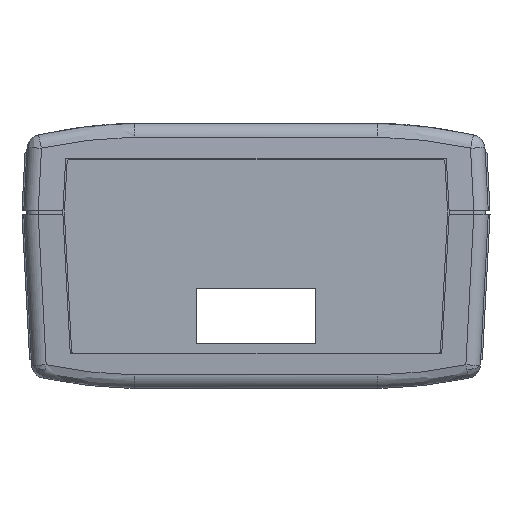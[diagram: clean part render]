
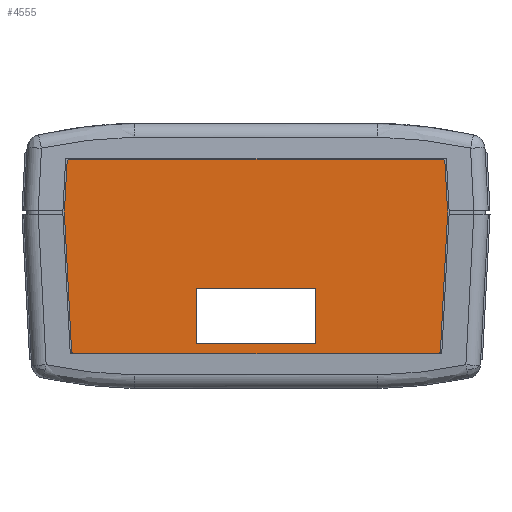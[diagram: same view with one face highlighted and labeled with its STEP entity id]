
A CAD part, left-side view. The second image highlights one B-rep face of the part: STEP entity #4555.
In plain terms, the highlighted face is planar.
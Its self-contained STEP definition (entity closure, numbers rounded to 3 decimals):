
#1845 = VERTEX_POINT ( 'NONE', #8098 ) ;
#1848 = VERTEX_POINT ( 'NONE', #8094 ) ;
#1853 = VERTEX_POINT ( 'NONE', #8089 ) ;
#1863 = VERTEX_POINT ( 'NONE', #8077 ) ;
#1865 = VERTEX_POINT ( 'NONE', #8075 ) ;
#1871 = VERTEX_POINT ( 'NONE', #8068 ) ;
#1873 = VERTEX_POINT ( 'NONE', #8066 ) ;
#1877 = VERTEX_POINT ( 'NONE', #8062 ) ;
#1878 = VERTEX_POINT ( 'NONE', #8061 ) ;
#1884 = VERTEX_POINT ( 'NONE', #8054 ) ;
#1899 = VERTEX_POINT ( 'NONE', #8033 ) ;
#1903 = VERTEX_POINT ( 'NONE', #8029 ) ;
#1911 = VERTEX_POINT ( 'NONE', #8020 ) ;
#1917 = VERTEX_POINT ( 'NONE', #8014 ) ;
#4555 = ADVANCED_FACE ( 'NONE', ( #35494, #35467 ), #40129, .T. ) ;
#8014 = CARTESIAN_POINT ( 'NONE',  ( 2349.281, 1679.258, -21.037 ) ) ;
#8020 = CARTESIAN_POINT ( 'NONE',  ( 2327.541, 1679.258, 10.663 ) ) ;
#8029 = CARTESIAN_POINT ( 'NONE',  ( 2390.836, 1679.258, -22.837 ) ) ;
#8033 = CARTESIAN_POINT ( 'NONE',  ( 2328.327, 1679.258, -22.837 ) ) ;
#8054 = CARTESIAN_POINT ( 'NONE',  ( 2326.581, 1679.258, 1.413 ) ) ;
#8061 = CARTESIAN_POINT ( 'NONE',  ( 2392.581, 1679.258, 1.413 ) ) ;
#8062 = CARTESIAN_POINT ( 'NONE',  ( 2391.622, 1679.258, 10.663 ) ) ;
#8066 = CARTESIAN_POINT ( 'NONE',  ( 2391.335, 1679.258, -22.363 ) ) ;
#8068 = CARTESIAN_POINT ( 'NONE',  ( 2327.827, 1679.258, -22.363 ) ) ;
#8075 = CARTESIAN_POINT ( 'NONE',  ( 2369.881, 1679.258, -21.037 ) ) ;
#8077 = CARTESIAN_POINT ( 'NONE',  ( 2369.881, 1679.258, -11.537 ) ) ;
#8089 = CARTESIAN_POINT ( 'NONE',  ( 2327.041, 1679.258, 10.189 ) ) ;
#8094 = CARTESIAN_POINT ( 'NONE',  ( 2392.121, 1679.258, 10.189 ) ) ;
#8098 = CARTESIAN_POINT ( 'NONE',  ( 2349.281, 1679.258, -11.537 ) ) ;
#19853 = DIRECTION ( 'NONE',  ( 0.052, 0., 0.999 ) ) ;
#19856 = CARTESIAN_POINT ( 'NONE',  ( 2326.581, 1679.258, 1.413 ) ) ;
#19888 = DIRECTION ( 'NONE',  ( -1., 0., 0. ) ) ;
#19889 = CARTESIAN_POINT ( 'NONE',  ( 2390.836, 1679.258, -22.837 ) ) ;
#20039 = DIRECTION ( 'NONE',  ( 0., 0., -1. ) ) ;
#20040 = DIRECTION ( 'NONE',  ( 0., -1., 0. ) ) ;
#20041 = CARTESIAN_POINT ( 'NONE',  ( 2390.836, 1679.258, -22.337 ) ) ;
#22292 = CIRCLE ( 'NONE', #23127, 0.5 ) ;
#22429 = LINE ( 'NONE', #19889, #22431 ) ;
#22431 = VECTOR ( 'NONE', #19888, 1000. ) ;
#22474 = LINE ( 'NONE', #19856, #22490 ) ;
#22490 = VECTOR ( 'NONE', #19853, 1000. ) ;
#23127 = AXIS2_PLACEMENT_3D ( 'NONE', #20041, #20040, #20039 ) ;
#23251 = AXIS2_PLACEMENT_3D ( 'NONE', #27163, #27024, #26876 ) ;
#23253 = AXIS2_PLACEMENT_3D ( 'NONE', #26759, #26766, #26767 ) ;
#23259 = AXIS2_PLACEMENT_3D ( 'NONE', #26073, #26075, #26077 ) ;
#26032 = CARTESIAN_POINT ( 'NONE',  ( 2349.281, 1679.258, -5.952 ) ) ;
#26073 = CARTESIAN_POINT ( 'NONE',  ( 2327.541, 1679.258, 10.163 ) ) ;
#26075 = DIRECTION ( 'NONE',  ( 0., 1., 0. ) ) ;
#26077 = DIRECTION ( 'NONE',  ( 0., 0., -1. ) ) ;
#26755 = CARTESIAN_POINT ( 'NONE',  ( 2369.881, 1679.258, -5.952 ) ) ;
#26756 = DIRECTION ( 'NONE',  ( 0., 0., 1. ) ) ;
#26759 = CARTESIAN_POINT ( 'NONE',  ( 2391.622, 1679.258, 10.163 ) ) ;
#26766 = DIRECTION ( 'NONE',  ( 0., -1., 0. ) ) ;
#26767 = DIRECTION ( 'NONE',  ( 0., 0., -1. ) ) ;
#26801 = DIRECTION ( 'NONE',  ( 1., 0., 0. ) ) ;
#26807 = CARTESIAN_POINT ( 'NONE',  ( 2359.581, 1679.258, -21.037 ) ) ;
#26876 = DIRECTION ( 'NONE',  ( 0., 0., -1. ) ) ;
#26882 = DIRECTION ( 'NONE',  ( -1., 0., 0. ) ) ;
#26934 = CARTESIAN_POINT ( 'NONE',  ( 2327.827, 1679.258, -22.363 ) ) ;
#26958 = CARTESIAN_POINT ( 'NONE',  ( 2359.581, 1679.258, -11.537 ) ) ;
#26960 = DIRECTION ( 'NONE',  ( -0.052, 0., 0.999 ) ) ;
#26993 = DIRECTION ( 'NONE',  ( 0., 0., -1. ) ) ;
#27024 = DIRECTION ( 'NONE',  ( 0., -1., 0. ) ) ;
#27163 = CARTESIAN_POINT ( 'NONE',  ( 2328.327, 1679.258, -22.337 ) ) ;
#27369 = EDGE_CURVE ( 'NONE', #1903, #1873, #22292, .T. ) ;
#27420 = EDGE_CURVE ( 'NONE', #1903, #1899, #22429, .T. ) ;
#27437 = EDGE_CURVE ( 'NONE', #1884, #1853, #22474, .T. ) ;
#27632 = LINE ( 'NONE', #37962, #27633 ) ;
#27633 = VECTOR ( 'NONE', #37961, 1000. ) ;
#27636 = LINE ( 'NONE', #37926, #27649 ) ;
#27644 = LINE ( 'NONE', #37945, #27645 ) ;
#27645 = VECTOR ( 'NONE', #37944, 1000. ) ;
#27649 = VECTOR ( 'NONE', #37925, 1000. ) ;
#30793 = EDGE_CURVE ( 'NONE', #1845, #1917, #32631, .T. ) ;
#30814 = EDGE_CURVE ( 'NONE', #1871, #1899, #32648, .T. ) ;
#30891 = EDGE_CURVE ( 'NONE', #1863, #1845, #32686, .T. ) ;
#30902 = EDGE_CURVE ( 'NONE', #1871, #1884, #32697, .T. ) ;
#30940 = EDGE_CURVE ( 'NONE', #1865, #1863, #32713, .T. ) ;
#30952 = EDGE_CURVE ( 'NONE', #1848, #1877, #32719, .T. ) ;
#30987 = EDGE_CURVE ( 'NONE', #1917, #1865, #32726, .T. ) ;
#31091 = EDGE_CURVE ( 'NONE', #1853, #1911, #32777, .T. ) ;
#32631 = LINE ( 'NONE', #26032, #32637 ) ;
#32637 = VECTOR ( 'NONE', #26993, 1000. ) ;
#32648 = CIRCLE ( 'NONE', #23251, 0.5 ) ;
#32686 = LINE ( 'NONE', #26958, #32690 ) ;
#32690 = VECTOR ( 'NONE', #26882, 1000. ) ;
#32697 = LINE ( 'NONE', #26934, #32698 ) ;
#32698 = VECTOR ( 'NONE', #26960, 1000. ) ;
#32711 = VECTOR ( 'NONE', #26756, 1000. ) ;
#32713 = LINE ( 'NONE', #26755, #32711 ) ;
#32719 = CIRCLE ( 'NONE', #23253, 0.5 ) ;
#32724 = VECTOR ( 'NONE', #26801, 1000. ) ;
#32726 = LINE ( 'NONE', #26807, #32724 ) ;
#32777 = CIRCLE ( 'NONE', #23259, 0.5 ) ;
#35467 = FACE_OUTER_BOUND ( 'NONE', #47832, .T. ) ;
#35494 = FACE_BOUND ( 'NONE', #47650, .T. ) ;
#35751 = AXIS2_PLACEMENT_3D ( 'NONE', #40130, #40204, #40120 ) ;
#37925 = DIRECTION ( 'NONE',  ( 1., 0., 0. ) ) ;
#37926 = CARTESIAN_POINT ( 'NONE',  ( 2327.541, 1679.258, 10.663 ) ) ;
#37944 = DIRECTION ( 'NONE',  ( 0.052, 0., -0.999 ) ) ;
#37945 = CARTESIAN_POINT ( 'NONE',  ( 2392.121, 1679.258, 10.189 ) ) ;
#37961 = DIRECTION ( 'NONE',  ( -0.052, 0., -0.999 ) ) ;
#37962 = CARTESIAN_POINT ( 'NONE',  ( 2392.581, 1679.258, 1.413 ) ) ;
#40120 = DIRECTION ( 'NONE',  ( 0., 0., -1. ) ) ;
#40129 = PLANE ( 'NONE',  #35751 ) ;
#40130 = CARTESIAN_POINT ( 'NONE',  ( 2359.581, 1679.258, -5.952 ) ) ;
#40204 = DIRECTION ( 'NONE',  ( 0., -1., 0. ) ) ;
#42683 = EDGE_CURVE ( 'NONE', #1878, #1873, #27632, .T. ) ;
#42690 = EDGE_CURVE ( 'NONE', #1848, #1878, #27644, .T. ) ;
#42695 = EDGE_CURVE ( 'NONE', #1911, #1877, #27636, .T. ) ;
#45735 = ORIENTED_EDGE ( 'NONE', *, *, #27420, .F. ) ;
#46266 = ORIENTED_EDGE ( 'NONE', *, *, #30940, .F. ) ;
#46300 = ORIENTED_EDGE ( 'NONE', *, *, #42695, .F. ) ;
#46378 = ORIENTED_EDGE ( 'NONE', *, *, #42683, .F. ) ;
#46420 = ORIENTED_EDGE ( 'NONE', *, *, #30952, .T. ) ;
#46421 = ORIENTED_EDGE ( 'NONE', *, *, #27437, .F. ) ;
#46468 = ORIENTED_EDGE ( 'NONE', *, *, #27369, .T. ) ;
#46491 = ORIENTED_EDGE ( 'NONE', *, *, #31091, .F. ) ;
#46810 = ORIENTED_EDGE ( 'NONE', *, *, #30814, .T. ) ;
#46815 = ORIENTED_EDGE ( 'NONE', *, *, #30902, .F. ) ;
#46859 = ORIENTED_EDGE ( 'NONE', *, *, #42690, .F. ) ;
#46895 = ORIENTED_EDGE ( 'NONE', *, *, #30987, .F. ) ;
#46896 = ORIENTED_EDGE ( 'NONE', *, *, #30793, .F. ) ;
#46948 = ORIENTED_EDGE ( 'NONE', *, *, #30891, .F. ) ;
#47650 = EDGE_LOOP ( 'NONE', ( #46266, #46895, #46896, #46948 ) ) ;
#47832 = EDGE_LOOP ( 'NONE', ( #46810, #45735, #46468, #46378, #46859, #46420, #46300, #46491, #46421, #46815 ) ) ;
